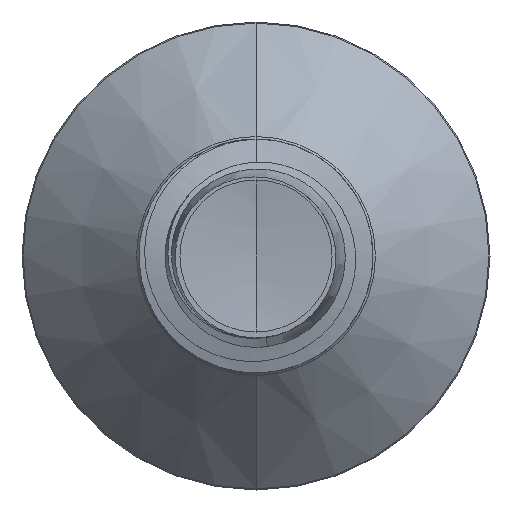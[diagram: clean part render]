
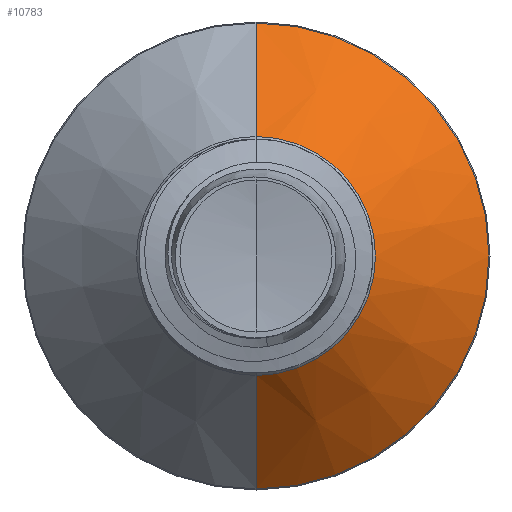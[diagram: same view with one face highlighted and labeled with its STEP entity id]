
A CAD part, front view. The second image highlights one B-rep face of the part: STEP entity #10783.
In plain terms, the highlighted conical face has half-angle 45 degrees and reference radius 2.042 mm.
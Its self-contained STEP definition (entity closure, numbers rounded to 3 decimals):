
#66 = CARTESIAN_POINT ( 'NONE',  ( 0., 3.842, 0. ) ) ;
#86 = DIRECTION ( 'NONE',  ( 0., 1., 0. ) ) ;
#491 = CARTESIAN_POINT ( 'NONE',  ( 0., 3.842, -2.042 ) ) ;
#1283 = AXIS2_PLACEMENT_3D ( 'NONE', #66, #86, #14807 ) ;
#1388 = EDGE_CURVE ( 'NONE', #12260, #14925, #13106, .T. ) ;
#2801 = CONICAL_SURFACE ( 'NONE', #1283, 2.042, 0.785 ) ;
#3752 = AXIS2_PLACEMENT_3D ( 'NONE', #6585, #6567, #6553 ) ;
#3951 = AXIS2_PLACEMENT_3D ( 'NONE', #14532, #14536, #14552 ) ;
#4766 = LINE ( 'NONE', #8381, #10137 ) ;
#6389 = VECTOR ( 'NONE', #14346, 1000. ) ;
#6553 = DIRECTION ( 'NONE',  ( 0., 0., 1. ) ) ;
#6561 = EDGE_CURVE ( 'NONE', #12050, #7418, #10427, .T. ) ;
#6567 = DIRECTION ( 'NONE',  ( 0., 1., 0. ) ) ;
#6585 = CARTESIAN_POINT ( 'NONE',  ( 0., 3.842, 0. ) ) ;
#6862 = CARTESIAN_POINT ( 'NONE',  ( 0., 5.782, 3.982 ) ) ;
#7418 = VERTEX_POINT ( 'NONE', #491 ) ;
#7693 = CARTESIAN_POINT ( 'NONE',  ( 0., 5.782, -3.982 ) ) ;
#7784 = ORIENTED_EDGE ( 'NONE', *, *, #6561, .T. ) ;
#8111 = ORIENTED_EDGE ( 'NONE', *, *, #8889, .T. ) ;
#8381 = CARTESIAN_POINT ( 'NONE',  ( 0., 3.842, 2.042 ) ) ;
#8417 = DIRECTION ( 'NONE',  ( 0., 0.707, 0.707 ) ) ;
#8889 = EDGE_CURVE ( 'NONE', #7418, #14925, #13727, .T. ) ;
#9505 = EDGE_CURVE ( 'NONE', #12050, #12260, #4766, .T. ) ;
#9710 = ORIENTED_EDGE ( 'NONE', *, *, #1388, .F. ) ;
#9899 = ORIENTED_EDGE ( 'NONE', *, *, #9505, .F. ) ;
#10137 = VECTOR ( 'NONE', #8417, 1000. ) ;
#10427 = CIRCLE ( 'NONE', #3752, 2.042 ) ;
#10783 = ADVANCED_FACE ( 'NONE', ( #14101 ), #2801, .T. ) ;
#11938 = EDGE_LOOP ( 'NONE', ( #7784, #8111, #9710, #9899 ) ) ;
#12050 = VERTEX_POINT ( 'NONE', #12967 ) ;
#12260 = VERTEX_POINT ( 'NONE', #6862 ) ;
#12967 = CARTESIAN_POINT ( 'NONE',  ( 0., 3.842, 2.042 ) ) ;
#13106 = CIRCLE ( 'NONE', #3951, 3.982 ) ;
#13727 = LINE ( 'NONE', #14460, #6389 ) ;
#14101 = FACE_OUTER_BOUND ( 'NONE', #11938, .T. ) ;
#14346 = DIRECTION ( 'NONE',  ( 0., 0.707, -0.707 ) ) ;
#14460 = CARTESIAN_POINT ( 'NONE',  ( 0., 3.842, -2.042 ) ) ;
#14532 = CARTESIAN_POINT ( 'NONE',  ( 0., 5.782, 0. ) ) ;
#14536 = DIRECTION ( 'NONE',  ( 0., 1., 0. ) ) ;
#14552 = DIRECTION ( 'NONE',  ( 0., 0., 1. ) ) ;
#14807 = DIRECTION ( 'NONE',  ( 0., 0., 1. ) ) ;
#14925 = VERTEX_POINT ( 'NONE', #7693 ) ;
